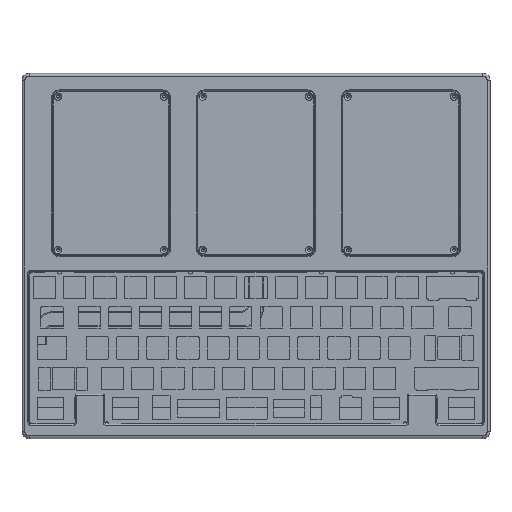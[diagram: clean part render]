
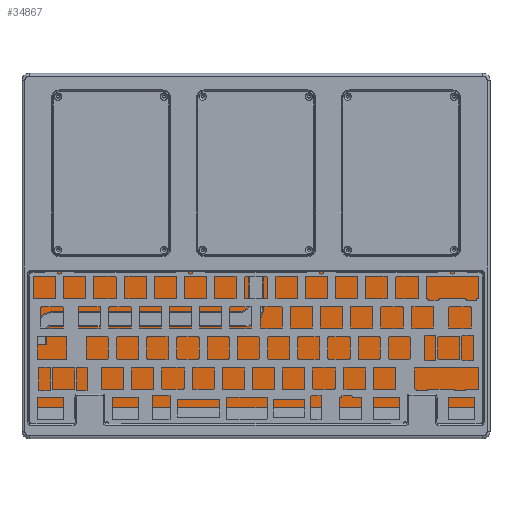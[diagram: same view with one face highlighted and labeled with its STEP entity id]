
A CAD part, top view. The second image highlights one B-rep face of the part: STEP entity #34867.
In plain terms, the highlighted planar face has unit normal (0, 0, 1).
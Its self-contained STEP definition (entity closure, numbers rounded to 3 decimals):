
#3252=FACE_OUTER_BOUND('',#5382,.T.);
#5382=EDGE_LOOP('',(#31383,#31384,#31385,#31386,#31387,#31388,#31389,#31390,
#31391,#31392,#31393,#31394,#31395,#31396,#31397,#31398,#31399,#31400,#31401));
#6842=CIRCLE('',#38169,1.6);
#6843=CIRCLE('',#38178,1.6);
#6844=CIRCLE('',#38183,11.257);
#6846=CIRCLE('',#38187,5.793);
#6850=CIRCLE('',#38199,11.257);
#6852=CIRCLE('',#38203,2.293);
#6854=CIRCLE('',#38206,12.793);
#10012=LINE('',#61777,#13351);
#10018=LINE('',#61794,#13357);
#10023=LINE('',#61805,#13362);
#10029=LINE('',#61818,#13368);
#10032=LINE('',#61829,#13371);
#10036=LINE('',#61841,#13375);
#10052=LINE('',#61874,#13391);
#10055=LINE('',#61885,#13394);
#10060=LINE('',#61903,#13399);
#10164=LINE('',#62175,#13503);
#10166=LINE('',#62179,#13505);
#10167=LINE('',#62181,#13506);
#13351=VECTOR('',#47736,10.);
#13357=VECTOR('',#47754,10.);
#13362=VECTOR('',#47765,10.);
#13368=VECTOR('',#47775,10.);
#13371=VECTOR('',#47786,10.);
#13375=VECTOR('',#47798,10.);
#13391=VECTOR('',#47830,10.);
#13394=VECTOR('',#47841,10.);
#13399=VECTOR('',#47860,10.);
#13503=VECTOR('',#48170,10.);
#13505=VECTOR('',#48176,10.);
#13506=VECTOR('',#48179,10.);
#16622=VERTEX_POINT('',#61767);
#16623=VERTEX_POINT('',#61769);
#16625=VERTEX_POINT('',#61775);
#16629=VERTEX_POINT('',#61791);
#16630=VERTEX_POINT('',#61793);
#16631=VERTEX_POINT('',#61797);
#16633=VERTEX_POINT('',#61803);
#16635=VERTEX_POINT('',#61811);
#16638=VERTEX_POINT('',#61816);
#16640=VERTEX_POINT('',#61821);
#16642=VERTEX_POINT('',#61827);
#16644=VERTEX_POINT('',#61833);
#16646=VERTEX_POINT('',#61839);
#16655=VERTEX_POINT('',#61872);
#16657=VERTEX_POINT('',#61877);
#16659=VERTEX_POINT('',#61883);
#16661=VERTEX_POINT('',#61889);
#16663=VERTEX_POINT('',#61895);
#16665=VERTEX_POINT('',#61901);
#21427=EDGE_CURVE('',#16622,#16623,#6842,.T.);
#21431=EDGE_CURVE('',#16625,#16622,#10012,.T.);
#21439=EDGE_CURVE('',#16629,#16630,#10018,.T.);
#21442=EDGE_CURVE('',#16631,#16629,#6843,.T.);
#21445=EDGE_CURVE('',#16633,#16631,#10023,.T.);
#21451=EDGE_CURVE('',#16638,#16635,#10029,.T.);
#21453=EDGE_CURVE('',#16640,#16638,#6844,.T.);
#21456=EDGE_CURVE('',#16642,#16640,#10032,.T.);
#21459=EDGE_CURVE('',#16644,#16642,#6846,.T.);
#21462=EDGE_CURVE('',#16646,#16644,#10036,.T.);
#21480=EDGE_CURVE('',#16655,#16633,#10052,.T.);
#21482=EDGE_CURVE('',#16657,#16655,#6850,.T.);
#21485=EDGE_CURVE('',#16659,#16657,#10055,.T.);
#21488=EDGE_CURVE('',#16661,#16659,#6852,.T.);
#21491=EDGE_CURVE('',#16663,#16661,#6854,.T.);
#21494=EDGE_CURVE('',#16665,#16663,#10060,.T.);
#21631=EDGE_CURVE('',#16665,#16635,#10164,.T.);
#21633=EDGE_CURVE('',#16630,#16625,#10166,.T.);
#21634=EDGE_CURVE('',#16623,#16646,#10167,.T.);
#31383=ORIENTED_EDGE('',*,*,#21462,.F.);
#31384=ORIENTED_EDGE('',*,*,#21634,.F.);
#31385=ORIENTED_EDGE('',*,*,#21427,.F.);
#31386=ORIENTED_EDGE('',*,*,#21431,.F.);
#31387=ORIENTED_EDGE('',*,*,#21633,.F.);
#31388=ORIENTED_EDGE('',*,*,#21439,.F.);
#31389=ORIENTED_EDGE('',*,*,#21442,.F.);
#31390=ORIENTED_EDGE('',*,*,#21445,.F.);
#31391=ORIENTED_EDGE('',*,*,#21480,.F.);
#31392=ORIENTED_EDGE('',*,*,#21482,.F.);
#31393=ORIENTED_EDGE('',*,*,#21485,.F.);
#31394=ORIENTED_EDGE('',*,*,#21488,.F.);
#31395=ORIENTED_EDGE('',*,*,#21491,.F.);
#31396=ORIENTED_EDGE('',*,*,#21494,.F.);
#31397=ORIENTED_EDGE('',*,*,#21631,.T.);
#31398=ORIENTED_EDGE('',*,*,#21451,.F.);
#31399=ORIENTED_EDGE('',*,*,#21453,.F.);
#31400=ORIENTED_EDGE('',*,*,#21456,.F.);
#31401=ORIENTED_EDGE('',*,*,#21459,.F.);
#32814=PLANE('',#38314);
#34867=ADVANCED_FACE('',(#3252),#32814,.F.);
#38169=AXIS2_PLACEMENT_3D('',#61770,#47729,#47730);
#38178=AXIS2_PLACEMENT_3D('',#61799,#47759,#47760);
#38183=AXIS2_PLACEMENT_3D('',#61823,#47779,#47780);
#38187=AXIS2_PLACEMENT_3D('',#61835,#47791,#47792);
#38199=AXIS2_PLACEMENT_3D('',#61879,#47834,#47835);
#38203=AXIS2_PLACEMENT_3D('',#61891,#47846,#47847);
#38206=AXIS2_PLACEMENT_3D('',#61897,#47853,#47854);
#38314=AXIS2_PLACEMENT_3D('',#62180,#48177,#48178);
#47729=DIRECTION('center_axis',(0.,0.,-1.));
#47730=DIRECTION('ref_axis',(-1.,0.,0.));
#47736=DIRECTION('',(0.,1.,0.));
#47754=DIRECTION('',(0.,-1.,0.));
#47759=DIRECTION('center_axis',(0.,0.,-1.));
#47760=DIRECTION('ref_axis',(0.,1.,0.));
#47765=DIRECTION('',(1.,0.,0.));
#47775=DIRECTION('',(0.,-1.,0.));
#47779=DIRECTION('center_axis',(0.,0.,1.));
#47780=DIRECTION('ref_axis',(0.,1.,0.));
#47786=DIRECTION('',(-1.,0.,0.));
#47791=DIRECTION('center_axis',(0.,0.,-1.));
#47792=DIRECTION('ref_axis',(0.,-1.,0.));
#47798=DIRECTION('',(0.,-1.,0.));
#47830=DIRECTION('',(0.,1.,0.));
#47834=DIRECTION('center_axis',(0.,0.,1.));
#47835=DIRECTION('ref_axis',(0.,-1.,0.));
#47841=DIRECTION('',(1.,0.,0.));
#47846=DIRECTION('center_axis',(0.,0.,-1.));
#47847=DIRECTION('ref_axis',(0.,1.,0.));
#47853=DIRECTION('center_axis',(0.,0.,-1.));
#47854=DIRECTION('ref_axis',(-0.971,0.238,0.));
#47860=DIRECTION('',(0.,1.,0.));
#48170=DIRECTION('',(-1.,0.,0.));
#48176=DIRECTION('',(-1.,0.,0.));
#48177=DIRECTION('center_axis',(0.,0.,-1.));
#48178=DIRECTION('ref_axis',(1.,0.,0.));
#48179=DIRECTION('',(1.,0.,0.));
#61767=CARTESIAN_POINT('',(-0.475,-1.125,-2.6));
#61769=CARTESIAN_POINT('',(1.125,0.475,-2.6));
#61770=CARTESIAN_POINT('Origin',(1.125,-1.125,-2.6));
#61775=CARTESIAN_POINT('',(-0.475,-85.328,-2.6));
#61777=CARTESIAN_POINT('',(-0.475,-1.125,-2.6));
#61791=CARTESIAN_POINT('',(286.225,-1.125,-2.6));
#61793=CARTESIAN_POINT('',(286.225,-85.328,-2.6));
#61794=CARTESIAN_POINT('',(286.225,-94.125,-2.6));
#61797=CARTESIAN_POINT('',(284.625,0.475,-2.6));
#61799=CARTESIAN_POINT('Origin',(284.625,-1.125,-2.6));
#61803=CARTESIAN_POINT('',(147.582,0.475,-2.6));
#61805=CARTESIAN_POINT('',(284.625,0.475,-2.6));
#61811=CARTESIAN_POINT('',(3.826,-45.367,-2.6));
#61816=CARTESIAN_POINT('',(3.826,-35.917,-2.6));
#61818=CARTESIAN_POINT('',(3.826,-46.496,-2.6));
#61821=CARTESIAN_POINT('',(15.084,-24.66,-2.6));
#61823=CARTESIAN_POINT('Origin',(15.084,-35.917,-2.6));
#61827=CARTESIAN_POINT('',(132.375,-24.66,-2.6));
#61829=CARTESIAN_POINT('',(78.979,-24.66,-2.6));
#61833=CARTESIAN_POINT('',(138.168,-18.867,-2.6));
#61835=CARTESIAN_POINT('Origin',(132.375,-18.867,-2.6));
#61839=CARTESIAN_POINT('',(138.168,0.475,-2.6));
#61841=CARTESIAN_POINT('',(138.168,-33.246,-2.6));
#61872=CARTESIAN_POINT('',(147.582,-22.817,-2.6));
#61874=CARTESIAN_POINT('',(147.582,-23.575,-2.6));
#61877=CARTESIAN_POINT('',(136.325,-34.074,-2.6));
#61879=CARTESIAN_POINT('Origin',(136.325,-22.817,-2.6));
#61883=CARTESIAN_POINT('',(13.493,-34.074,-2.6));
#61885=CARTESIAN_POINT('',(139.6,-34.074,-2.6));
#61889=CARTESIAN_POINT('',(11.266,-35.821,-2.6));
#61891=CARTESIAN_POINT('Origin',(13.493,-36.367,-2.6));
#61895=CARTESIAN_POINT('',(10.898,-38.867,-2.6));
#61897=CARTESIAN_POINT('Origin',(23.691,-38.867,-2.6));
#61901=CARTESIAN_POINT('',(10.898,-45.367,-2.6));
#61903=CARTESIAN_POINT('',(10.898,-43.246,-2.6));
#62175=CARTESIAN_POINT('',(76.533,-45.367,-2.6));
#62179=CARTESIAN_POINT('',(142.875,-85.328,-2.6));
#62180=CARTESIAN_POINT('Origin',(142.875,-47.625,-2.6));
#62181=CARTESIAN_POINT('',(284.625,0.475,-2.6));
